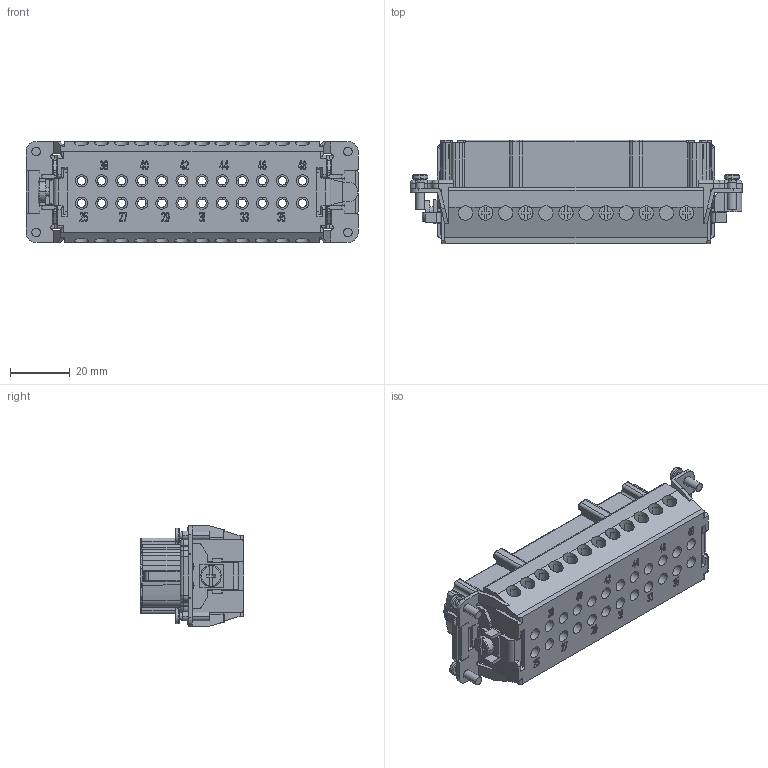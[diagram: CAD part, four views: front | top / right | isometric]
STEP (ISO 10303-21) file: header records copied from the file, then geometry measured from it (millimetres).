
FILE_DESCRIPTION(/* description */ (''),/* implementation_level */ '2;1');
FILE_NAME(/* name */ '3D_1240100210002_HVE-010-F_11-20__V1.0_stp.stp',/* time_stamp */ '2023-11-29T10:25:08+08:00',/* author */ (''),/* organization */ (''),/* preprocessor_version */ 'ST-DEVELOPER v18.1',/* originating_system */ 'SIEMENS PLM Software NX 1980',/* authorisation */ '');
FILE_SCHEMA (('AP203_CONFIGURATION_CONTROLLED_3D_DESIGN_OF_MECHANICAL_PARTS_AND_ASSEMBLIES_MIM_LF { 1 0 10303 403 2 1 2}'));
Products named in the file (1): ylga24CCF8FCv4gr
Bounding box: 110.8 x 34.5 x 33.7 mm (x, y, z)
Volume: 63068.6 mm3; surface area: 41760.8 mm2
Topology: 1 solids, 29 shells, 3485 faces, 9746 edges, 6457 vertices
Faces by surface type: plane 2732, cylinder 597, cone 92, bspline 40, torus 14, sphere 10
Entity records: 113384 total; most frequent: CARTESIAN_POINT 22934, ORIENTED_EDGE 19494, DIRECTION 17588, EDGE_CURVE 9747, LINE 8016, VECTOR 8016, VERTEX_POINT 6458, AXIS2_PLACEMENT_3D 4786
